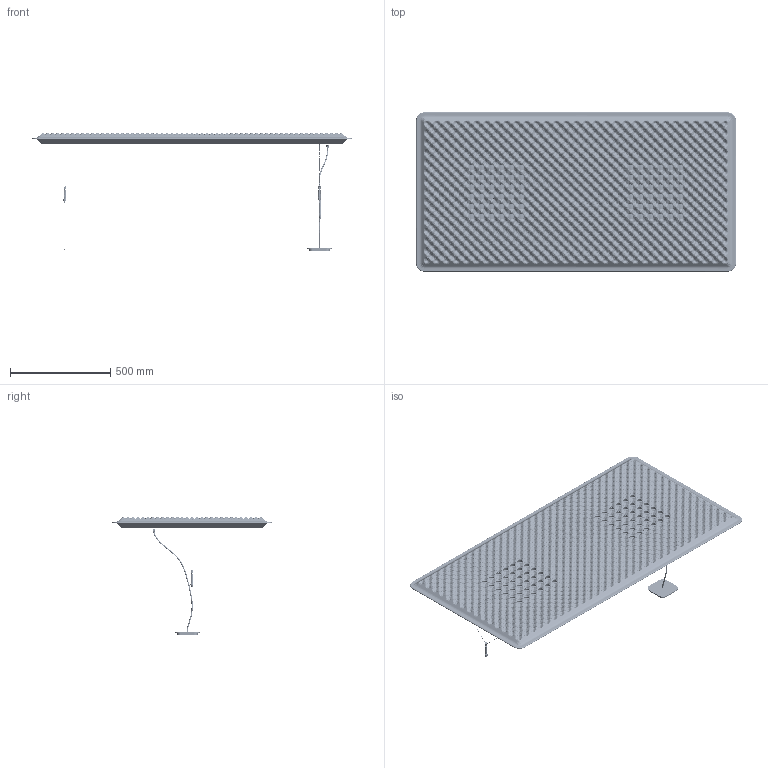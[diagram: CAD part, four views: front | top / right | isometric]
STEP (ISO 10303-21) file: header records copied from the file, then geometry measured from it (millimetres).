
FILE_DESCRIPTION(/* description */ (''),/* implementation_level */ '2;1');
FILE_NAME(/* name */ 'M3104W21',/* time_stamp */ '2016-04-19T10:41:45+02:00',/* author */ (''),/* organization */ (''),/* preprocessor_version */ 'ST-DEVELOPER v15',/* originating_system */ '',/* authorisation */ '');
FILE_SCHEMA (('AUTOMOTIVE_DESIGN'));
Products named in the file (5): Document; Blocco05; Blocco 12; Blocco 62; wireframe_rep_0
Assembly tree (4 placements, depth 2):
  Document
    Blocco05
    Blocco 12
    Blocco 62
    wireframe_rep_0
Bounding box: 1595 x 795 x 590 mm (x, y, z)
Surface area: 4422377.4 mm2 (no closed solid volume)
Topology: 0 solids, 1744 shells, 1744 faces, 8950 edges, 8806 vertices
Faces by surface type: bspline 1453, plane 291
Entity records: 151635 total; most frequent: CARTESIAN_POINT 105185, ORIENTED_EDGE 8800, EDGE_CURVE 8800, VERTEX_POINT 8800, B_SPLINE_CURVE_WITH_KNOTS 6113, EDGE_LOOP 1785, PRESENTATION_LAYER_ASSIGNMENT 1748, SHELL_BASED_SURFACE_MODEL 1744
